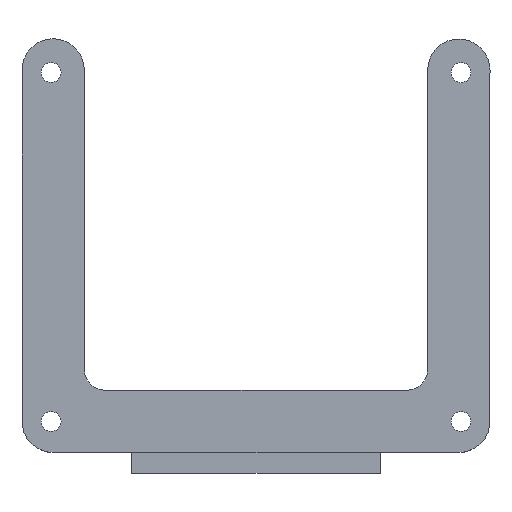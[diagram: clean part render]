
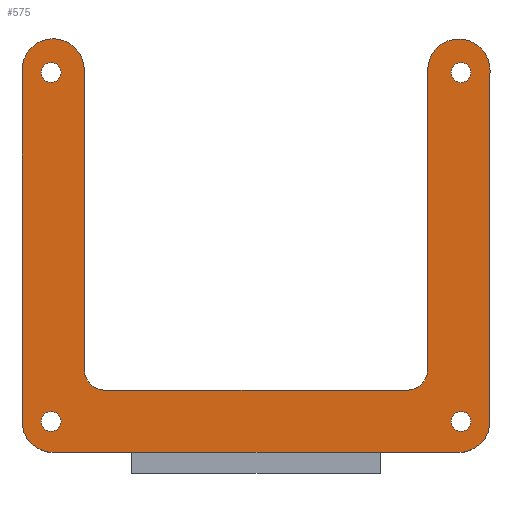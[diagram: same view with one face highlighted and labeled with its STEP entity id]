
A CAD part, top view. The second image highlights one B-rep face of the part: STEP entity #575.
In plain terms, the highlighted face is planar.
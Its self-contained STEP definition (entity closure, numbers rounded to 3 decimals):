
#23=FACE_BOUND('',#84,.T.);
#24=FACE_BOUND('',#85,.T.);
#25=FACE_BOUND('',#86,.T.);
#26=FACE_BOUND('',#87,.T.);
#36=PLANE('',#623);
#53=FACE_OUTER_BOUND('',#83,.T.);
#83=EDGE_LOOP('',(#403,#404,#405,#406,#407,#408,#409,#410,#411,#412,#413,
#414,#415,#416,#417,#418,#419,#420));
#84=EDGE_LOOP('',(#421));
#85=EDGE_LOOP('',(#422));
#86=EDGE_LOOP('',(#423));
#87=EDGE_LOOP('',(#424));
#125=LINE('',#873,#179);
#128=LINE('',#879,#182);
#129=LINE('',#883,#183);
#130=LINE('',#887,#184);
#131=LINE('',#891,#185);
#132=LINE('',#895,#186);
#133=LINE('',#899,#187);
#134=LINE('',#901,#188);
#135=LINE('',#903,#189);
#136=LINE('',#907,#190);
#179=VECTOR('',#695,10.);
#182=VECTOR('',#700,10.);
#183=VECTOR('',#703,10.);
#184=VECTOR('',#706,10.);
#185=VECTOR('',#709,10.);
#186=VECTOR('',#712,10.);
#187=VECTOR('',#715,10.);
#188=VECTOR('',#716,10.);
#189=VECTOR('',#717,10.);
#190=VECTOR('',#720,10.);
#231=CIRCLE('',#620,7.4);
#233=CIRCLE('',#624,5.);
#234=CIRCLE('',#625,5.);
#235=CIRCLE('',#626,7.5);
#236=CIRCLE('',#627,7.5);
#237=CIRCLE('',#628,7.5);
#238=CIRCLE('',#629,7.5);
#239=CIRCLE('',#630,7.5);
#240=CIRCLE('',#631,2.4);
#241=CIRCLE('',#632,2.4);
#242=CIRCLE('',#633,2.4);
#243=CIRCLE('',#634,2.4);
#259=VERTEX_POINT('',#863);
#260=VERTEX_POINT('',#864);
#263=VERTEX_POINT('',#872);
#265=VERTEX_POINT('',#878);
#266=VERTEX_POINT('',#880);
#267=VERTEX_POINT('',#882);
#268=VERTEX_POINT('',#884);
#269=VERTEX_POINT('',#886);
#270=VERTEX_POINT('',#888);
#271=VERTEX_POINT('',#890);
#272=VERTEX_POINT('',#892);
#273=VERTEX_POINT('',#894);
#274=VERTEX_POINT('',#896);
#275=VERTEX_POINT('',#898);
#276=VERTEX_POINT('',#900);
#277=VERTEX_POINT('',#902);
#278=VERTEX_POINT('',#904);
#279=VERTEX_POINT('',#906);
#280=VERTEX_POINT('',#909);
#281=VERTEX_POINT('',#911);
#282=VERTEX_POINT('',#913);
#283=VERTEX_POINT('',#915);
#313=EDGE_CURVE('',#259,#260,#231,.T.);
#317=EDGE_CURVE('',#263,#260,#125,.T.);
#320=EDGE_CURVE('',#259,#265,#128,.T.);
#321=EDGE_CURVE('',#265,#266,#233,.T.);
#322=EDGE_CURVE('',#266,#267,#129,.T.);
#323=EDGE_CURVE('',#267,#268,#234,.T.);
#324=EDGE_CURVE('',#268,#269,#130,.T.);
#325=EDGE_CURVE('',#270,#269,#235,.T.);
#326=EDGE_CURVE('',#270,#271,#131,.T.);
#327=EDGE_CURVE('',#271,#272,#236,.T.);
#328=EDGE_CURVE('',#272,#273,#132,.T.);
#329=EDGE_CURVE('',#273,#274,#237,.T.);
#330=EDGE_CURVE('',#274,#275,#133,.T.);
#331=EDGE_CURVE('',#276,#275,#134,.T.);
#332=EDGE_CURVE('',#276,#277,#135,.T.);
#333=EDGE_CURVE('',#277,#278,#238,.T.);
#334=EDGE_CURVE('',#278,#279,#136,.T.);
#335=EDGE_CURVE('',#279,#263,#239,.T.);
#336=EDGE_CURVE('',#280,#280,#240,.T.);
#337=EDGE_CURVE('',#281,#281,#241,.T.);
#338=EDGE_CURVE('',#282,#282,#242,.T.);
#339=EDGE_CURVE('',#283,#283,#243,.T.);
#403=ORIENTED_EDGE('',*,*,#313,.F.);
#404=ORIENTED_EDGE('',*,*,#320,.T.);
#405=ORIENTED_EDGE('',*,*,#321,.T.);
#406=ORIENTED_EDGE('',*,*,#322,.T.);
#407=ORIENTED_EDGE('',*,*,#323,.T.);
#408=ORIENTED_EDGE('',*,*,#324,.T.);
#409=ORIENTED_EDGE('',*,*,#325,.F.);
#410=ORIENTED_EDGE('',*,*,#326,.T.);
#411=ORIENTED_EDGE('',*,*,#327,.T.);
#412=ORIENTED_EDGE('',*,*,#328,.T.);
#413=ORIENTED_EDGE('',*,*,#329,.T.);
#414=ORIENTED_EDGE('',*,*,#330,.T.);
#415=ORIENTED_EDGE('',*,*,#331,.F.);
#416=ORIENTED_EDGE('',*,*,#332,.T.);
#417=ORIENTED_EDGE('',*,*,#333,.T.);
#418=ORIENTED_EDGE('',*,*,#334,.T.);
#419=ORIENTED_EDGE('',*,*,#335,.T.);
#420=ORIENTED_EDGE('',*,*,#317,.T.);
#421=ORIENTED_EDGE('',*,*,#336,.T.);
#422=ORIENTED_EDGE('',*,*,#337,.T.);
#423=ORIENTED_EDGE('',*,*,#338,.T.);
#424=ORIENTED_EDGE('',*,*,#339,.T.);
#575=ADVANCED_FACE('',(#53,#23,#24,#25,#26),#36,.F.);
#620=AXIS2_PLACEMENT_3D('',#865,#687,#688);
#623=AXIS2_PLACEMENT_3D('',#877,#698,#699);
#624=AXIS2_PLACEMENT_3D('',#881,#701,#702);
#625=AXIS2_PLACEMENT_3D('',#885,#704,#705);
#626=AXIS2_PLACEMENT_3D('',#889,#707,#708);
#627=AXIS2_PLACEMENT_3D('',#893,#710,#711);
#628=AXIS2_PLACEMENT_3D('',#897,#713,#714);
#629=AXIS2_PLACEMENT_3D('',#905,#718,#719);
#630=AXIS2_PLACEMENT_3D('',#908,#721,#722);
#631=AXIS2_PLACEMENT_3D('',#910,#723,#724);
#632=AXIS2_PLACEMENT_3D('',#912,#725,#726);
#633=AXIS2_PLACEMENT_3D('',#914,#727,#728);
#634=AXIS2_PLACEMENT_3D('',#916,#729,#730);
#687=DIRECTION('center_axis',(1.,0.,0.));
#688=DIRECTION('ref_axis',(0.,1.,0.));
#695=DIRECTION('',(0.,1.,0.001));
#698=DIRECTION('center_axis',(1.,0.,0.));
#699=DIRECTION('ref_axis',(0.,-1.,0.));
#700=DIRECTION('',(0.,0.,-1.));
#701=DIRECTION('center_axis',(1.,0.,0.));
#702=DIRECTION('ref_axis',(0.,0.,-1.));
#703=DIRECTION('',(0.,1.,0.));
#704=DIRECTION('center_axis',(1.,0.,0.));
#705=DIRECTION('ref_axis',(0.,1.,0.));
#706=DIRECTION('',(0.,0.,1.));
#707=DIRECTION('center_axis',(1.,0.,0.));
#708=DIRECTION('ref_axis',(0.,-0.001,1.));
#709=DIRECTION('',(0.,1.,0.001));
#710=DIRECTION('center_axis',(-1.,0.,0.));
#711=DIRECTION('ref_axis',(0.,0.707,0.707));
#712=DIRECTION('',(0.,0.,-1.));
#713=DIRECTION('center_axis',(-1.,0.,0.));
#714=DIRECTION('ref_axis',(0.,0.707,-0.707));
#715=DIRECTION('',(0.,-1.,0.));
#716=DIRECTION('',(0.,1.,0.));
#717=DIRECTION('',(0.,-1.,0.));
#718=DIRECTION('center_axis',(-1.,0.,0.));
#719=DIRECTION('ref_axis',(0.,-0.707,-0.707));
#720=DIRECTION('',(0.,0.,1.));
#721=DIRECTION('center_axis',(-1.,0.,0.));
#722=DIRECTION('ref_axis',(0.,-0.707,0.707));
#723=DIRECTION('center_axis',(1.,0.,0.));
#724=DIRECTION('ref_axis',(0.,-1.,0.));
#725=DIRECTION('center_axis',(1.,0.,0.));
#726=DIRECTION('ref_axis',(0.,-1.,0.));
#727=DIRECTION('center_axis',(1.,0.,0.));
#728=DIRECTION('ref_axis',(0.,-1.,0.));
#729=DIRECTION('center_axis',(1.,0.,0.));
#730=DIRECTION('ref_axis',(0.,-1.,0.));
#863=CARTESIAN_POINT('',(62.421,45.978,106.862));
#864=CARTESIAN_POINT('',(62.421,38.573,114.262));
#865=CARTESIAN_POINT('Origin',(62.421,38.578,106.862));
#872=CARTESIAN_POINT('',(62.421,38.473,114.262));
#873=CARTESIAN_POINT('',(62.421,143.764,114.336));
#877=CARTESIAN_POINT('Origin',(62.421,87.371,64.486));
#878=CARTESIAN_POINT('',(62.421,45.978,34.636));
#879=CARTESIAN_POINT('',(62.421,45.978,89.371));
#880=CARTESIAN_POINT('',(62.421,50.978,29.636));
#881=CARTESIAN_POINT('Origin',(62.421,50.978,34.636));
#882=CARTESIAN_POINT('',(62.421,123.764,29.636));
#883=CARTESIAN_POINT('',(62.421,69.175,29.636));
#884=CARTESIAN_POINT('',(62.421,128.764,34.636));
#885=CARTESIAN_POINT('Origin',(62.421,123.764,34.636));
#886=CARTESIAN_POINT('',(62.421,128.764,106.83));
#887=CARTESIAN_POINT('',(62.421,128.764,49.561));
#888=CARTESIAN_POINT('',(62.421,136.259,114.33));
#889=CARTESIAN_POINT('Origin',(62.421,136.264,106.83));
#890=CARTESIAN_POINT('',(62.421,136.259,114.33));
#891=CARTESIAN_POINT('',(62.421,143.764,114.336));
#892=CARTESIAN_POINT('',(62.421,143.764,106.83));
#893=CARTESIAN_POINT('Origin',(62.421,136.264,106.83));
#894=CARTESIAN_POINT('',(62.421,143.764,22.136));
#895=CARTESIAN_POINT('',(62.421,143.764,114.336));
#896=CARTESIAN_POINT('',(62.421,136.264,14.636));
#897=CARTESIAN_POINT('Origin',(62.421,136.264,22.136));
#898=CARTESIAN_POINT('',(62.421,117.371,14.636));
#899=CARTESIAN_POINT('',(62.421,143.764,14.636));
#900=CARTESIAN_POINT('',(62.421,57.371,14.636));
#901=CARTESIAN_POINT('',(62.421,87.371,14.636));
#902=CARTESIAN_POINT('',(62.421,38.478,14.636));
#903=CARTESIAN_POINT('',(62.421,143.764,14.636));
#904=CARTESIAN_POINT('',(62.421,30.978,22.136));
#905=CARTESIAN_POINT('Origin',(62.421,38.478,22.136));
#906=CARTESIAN_POINT('',(62.421,30.978,106.762));
#907=CARTESIAN_POINT('',(62.421,30.978,14.636));
#908=CARTESIAN_POINT('Origin',(62.421,38.478,106.762));
#909=CARTESIAN_POINT('',(62.421,139.147,106.18));
#910=CARTESIAN_POINT('Origin',(62.421,136.747,106.18));
#911=CARTESIAN_POINT('',(62.421,40.362,22.105));
#912=CARTESIAN_POINT('Origin',(62.421,37.962,22.105));
#913=CARTESIAN_POINT('',(62.421,40.362,106.18));
#914=CARTESIAN_POINT('Origin',(62.421,37.962,106.18));
#915=CARTESIAN_POINT('',(62.421,139.147,22.105));
#916=CARTESIAN_POINT('Origin',(62.421,136.747,22.105));
